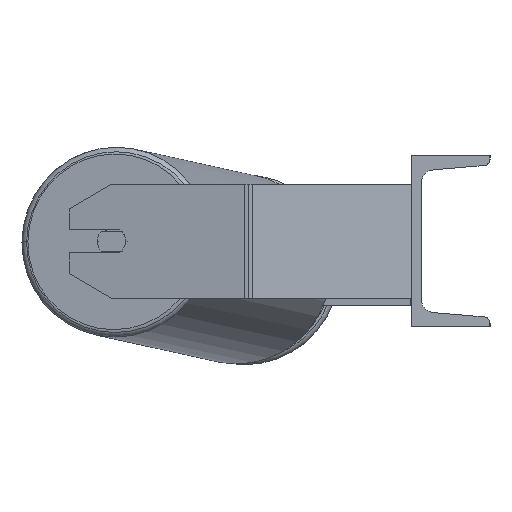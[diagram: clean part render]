
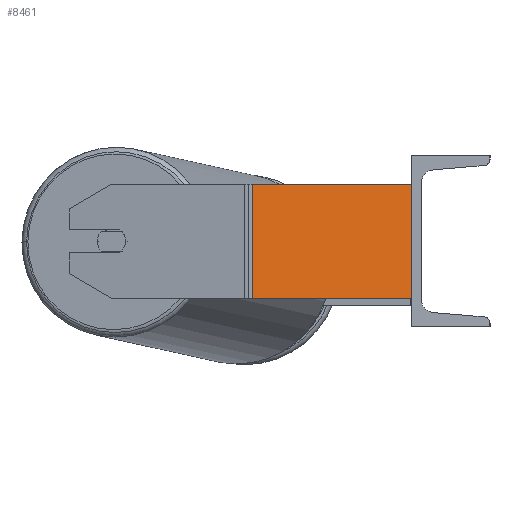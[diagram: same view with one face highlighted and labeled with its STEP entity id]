
A CAD part, left-side view. The second image highlights one B-rep face of the part: STEP entity #8461.
In plain terms, the highlighted planar face has unit normal (-0.985, -0.174, 0).
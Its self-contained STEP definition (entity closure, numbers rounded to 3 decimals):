
#208 = VERTEX_POINT ( 'NONE', #7893 ) ;
#527 = DIRECTION ( 'NONE',  ( 0., 0., -1. ) ) ;
#925 = FACE_OUTER_BOUND ( 'NONE', #6896, .T. ) ;
#1543 = CARTESIAN_POINT ( 'NONE',  ( -785., 0., 40. ) ) ;
#1558 = DIRECTION ( 'NONE',  ( 0.174, -0.985, 0. ) ) ;
#1569 = ORIENTED_EDGE ( 'NONE', *, *, #5564, .T. ) ;
#1639 = CARTESIAN_POINT ( 'NONE',  ( -785., 0., 40. ) ) ;
#1959 = CARTESIAN_POINT ( 'NONE',  ( -805.122, 114.118, -40. ) ) ;
#2232 = PLANE ( 'NONE',  #7056 ) ;
#2412 = VECTOR ( 'NONE', #5416, 1000. ) ;
#2525 = ORIENTED_EDGE ( 'NONE', *, *, #7935, .F. ) ;
#2565 = VERTEX_POINT ( 'NONE', #1543 ) ;
#2630 = CARTESIAN_POINT ( 'NONE',  ( -804.632, 111.339, 40. ) ) ;
#3004 = CARTESIAN_POINT ( 'NONE',  ( -805.122, 114.118, 40. ) ) ;
#3296 = EDGE_CURVE ( 'NONE', #6758, #2565, #4300, .T. ) ;
#3401 = VECTOR ( 'NONE', #7901, 1000. ) ;
#3406 = CARTESIAN_POINT ( 'NONE',  ( -804.632, 111.339, 40. ) ) ;
#3759 = CARTESIAN_POINT ( 'NONE',  ( -805.122, 114.118, 40. ) ) ;
#3944 = VECTOR ( 'NONE', #1558, 1000. ) ;
#4300 = LINE ( 'NONE', #3004, #3944 ) ;
#4599 = VECTOR ( 'NONE', #527, 1000. ) ;
#4623 = CARTESIAN_POINT ( 'NONE',  ( -804.632, 111.339, -40. ) ) ;
#5416 = DIRECTION ( 'NONE',  ( 0.174, -0.985, 0. ) ) ;
#5564 = EDGE_CURVE ( 'NONE', #6758, #6557, #9111, .T. ) ;
#5688 = DIRECTION ( 'NONE',  ( 0.985, 0.174, 0. ) ) ;
#5874 = EDGE_CURVE ( 'NONE', #6557, #208, #8391, .T. ) ;
#6557 = VERTEX_POINT ( 'NONE', #4623 ) ;
#6758 = VERTEX_POINT ( 'NONE', #2630 ) ;
#6896 = EDGE_LOOP ( 'NONE', ( #7295, #2525, #8701, #1569 ) ) ;
#7056 = AXIS2_PLACEMENT_3D ( 'NONE', #3759, #5688, #8685 ) ;
#7295 = ORIENTED_EDGE ( 'NONE', *, *, #5874, .T. ) ;
#7853 = LINE ( 'NONE', #1639, #3401 ) ;
#7893 = CARTESIAN_POINT ( 'NONE',  ( -785., 0., -40. ) ) ;
#7901 = DIRECTION ( 'NONE',  ( 0., 0., -1. ) ) ;
#7935 = EDGE_CURVE ( 'NONE', #2565, #208, #7853, .T. ) ;
#8391 = LINE ( 'NONE', #1959, #2412 ) ;
#8461 = ADVANCED_FACE ( 'NONE', ( #925 ), #2232, .F. ) ;
#8685 = DIRECTION ( 'NONE',  ( -0.174, 0.985, 0. ) ) ;
#8701 = ORIENTED_EDGE ( 'NONE', *, *, #3296, .F. ) ;
#9111 = LINE ( 'NONE', #3406, #4599 ) ;
